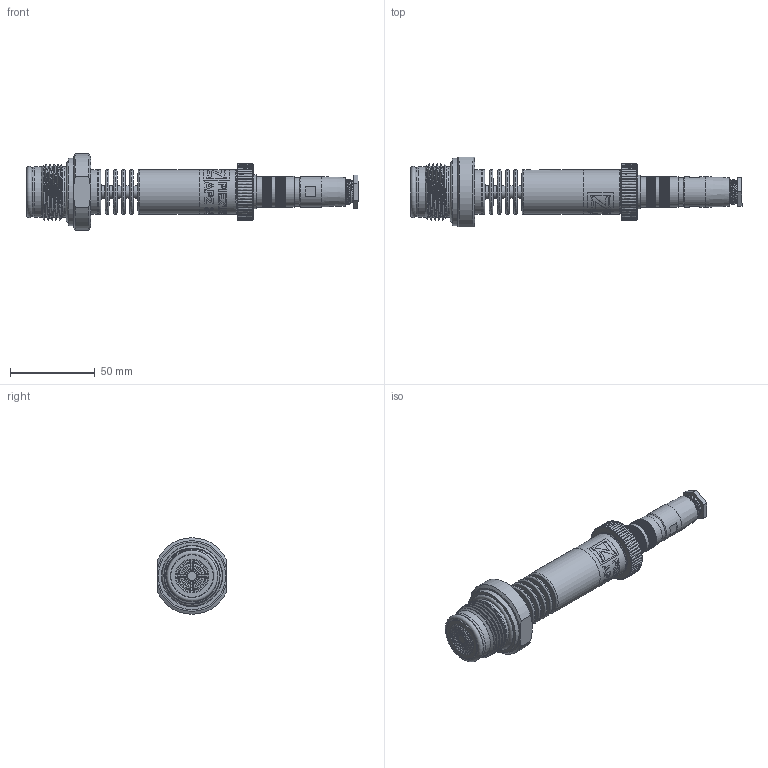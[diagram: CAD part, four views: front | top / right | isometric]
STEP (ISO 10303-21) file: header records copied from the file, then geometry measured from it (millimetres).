
FILE_DESCRIPTION(/* description */ (''),/* implementation_level */ '2;1');
FILE_NAME(/* name */ 'APZ3420s_G1-solidflush_radiator_7.step',/* time_stamp */ '2021-07-08T14:38:44+03:00',/* author */ (''),/* organization */ (''),/* preprocessor_version */ 'ST-DEVELOPER v18.1',/* originating_system */ 'Autodesk Translation Framework v10.9.0.1377',/* authorisation */ '');
FILE_SCHEMA (('AUTOMOTIVE_DESIGN { 1 0 10303 214 3 1 1 }'));
Products named in the file (9): АПЗ 3420S заполненная; OMAL nut M27x1.5; Ш100.000.005; Binder 723 assembly; Binder 723 female; Binder 723 male; shell radiator; shell 29 ; МР00-01.266.400.125 (Full G1DIN) v2
Assembly tree (8 placements, depth 3):
  АПЗ 3420S заполненная
    OMAL nut M27x1.5
    Ш100.000.005
    Binder 723 assembly
      Binder 723 female
      Binder 723 male
    shell radiator
    shell 29 
    МР00-01.266.400.125 (Full G1DIN) v2
Bounding box: 195.58 x 41 x 45 mm (x, y, z)
Volume: 99260.1 mm3; surface area: 38606.3 mm2
Topology: 11 solids, 11 shells, 3616 faces, 9142 edges, 5983 vertices
Faces by surface type: plane 2171, cylinder 635, bspline 464, cone 304, torus 42
Full cylindrical faces by diameter (mm): 1 x15, 1.5 x5, 2 x2, 7.183 x1, 7.5 x5, 10 x1, 11.8 x1, 12 x1, 13 x1, 13.5 x1, 13.741 x3, 14.884 x2, 15.044 x5, 15.2 x1, 15.908 x4, 16.8 x1, 17.044 x7, 17.283 x6, 17.6 x1, 17.908 x7, 18 x4, 18.124 x7, 18.161 x2, 20 x1, 21.4 x2, 22.3 x1, 22.5 x2, 24.5 x5, 25.132 x4, 25.437 x1
Entity records: 135806 total; most frequent: CARTESIAN_POINT 49436, DIRECTION 18361, ORIENTED_EDGE 18284, EDGE_CURVE 9142, AXIS2_PLACEMENT_3D 7926, VERTEX_POINT 5983, EDGE_LOOP 4061, ELLIPSE 3870
